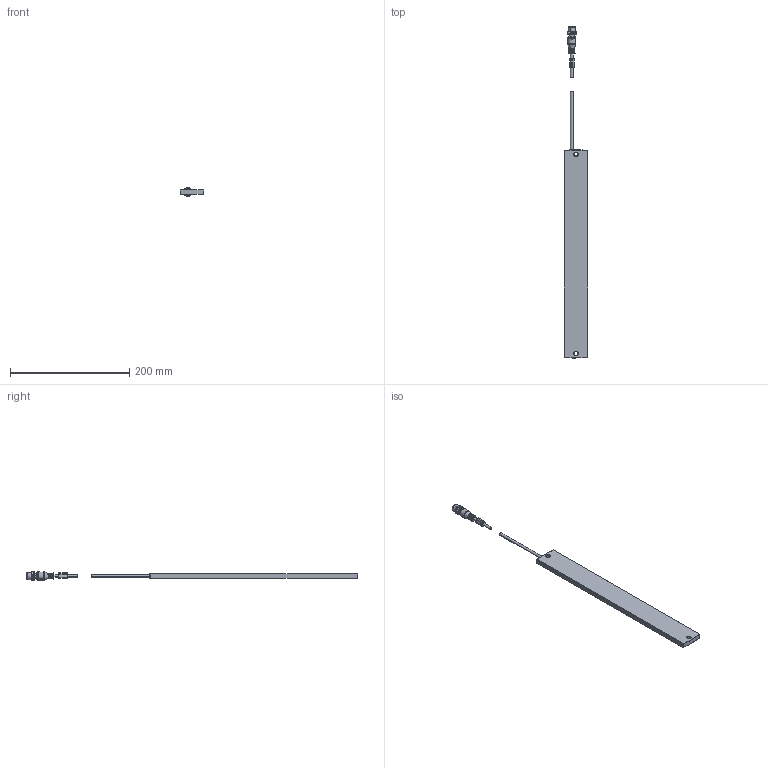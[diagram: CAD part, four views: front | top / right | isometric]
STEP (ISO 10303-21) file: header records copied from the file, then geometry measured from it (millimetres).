
FILE_DESCRIPTION(('CATIA V5 STEP Exchange','CAx-IF Rec.Pracs.--- Model Styling and Organization---1.4--- 2014-01-23'),'2;1');
FILE_NAME ('1362042-1_0', '2023-06-21T06:43:42+00:00', ('none'), ('Weidmueller'), 'CATIA Version 5-6 Release 2016 SP3 HF44', 'CATIA V5 STEP AP214', 'none');
FILE_SCHEMA(('AUTOMOTIVE_DESIGN { 1 0 10303 214 1 1 1 1 }'));
Length unit declared in the file: millimetre
Products named in the file (1): 2821280000
Bounding box: 40 x 557.89 x 14.8 mm (x, y, z)
Volume: 119155.1 mm3; surface area: 41194.9 mm2
Topology: 9 solids, 9 shells, 672 faces, 1718 edges, 1072 vertices
Faces by surface type: cylinder 215, plane 198, cone 142, torus 103, sphere 14
Entity records: 18845 total; most frequent: CARTESIAN_POINT 4391, ORIENTED_EDGE 3396, DIRECTION 2206, EDGE_CURVE 1698, AXIS2_PLACEMENT_3D 1115, VERTEX_POINT 1072, CIRCLE 735, EDGE_LOOP 716
